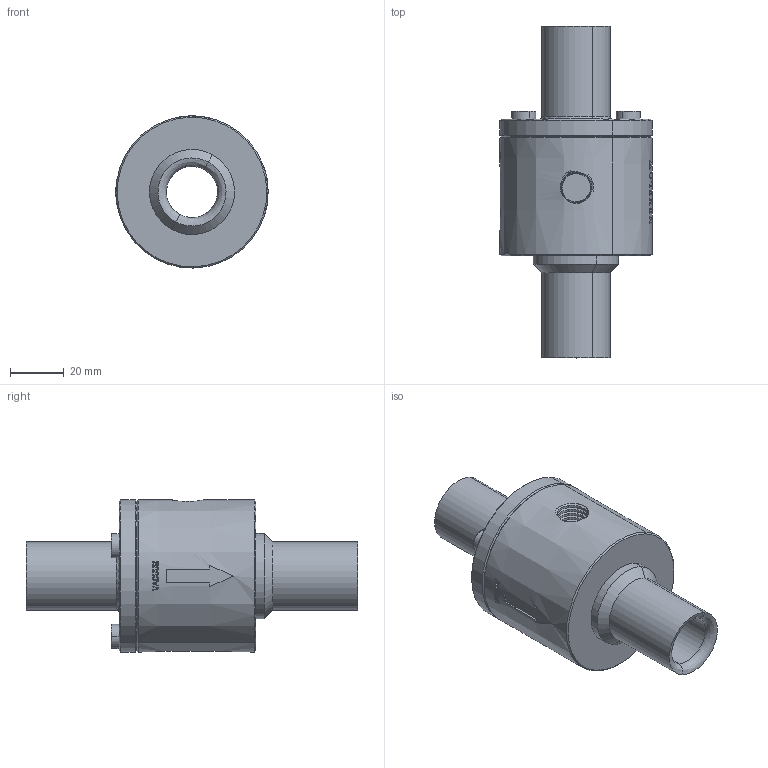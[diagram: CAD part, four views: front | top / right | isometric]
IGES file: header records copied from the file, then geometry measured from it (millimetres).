
Start section: START RECORD GO HERE.
Global section: file name: 30001-HTS_Mod.igs; native system: DASSAULT SYSTEMES CATIA V5 R20 - www.3ds.com; preprocessor: CATIA Version 5 Release 20 ; author: DESIGNENG; organization: DESIGNENG; date: 20150507.135812; units: millimetre
Bounding box: 56.79 x 123.82 x 56.79 mm (x, y, z)
Volume: 126523.8 mm3; surface area: 28622.2 mm2
Topology: 1 solids, 1 shells, 608 faces, 1670 edges, 1100 vertices
Faces by surface type: plane 288, extrusion 223, revolution 63, bspline 34
